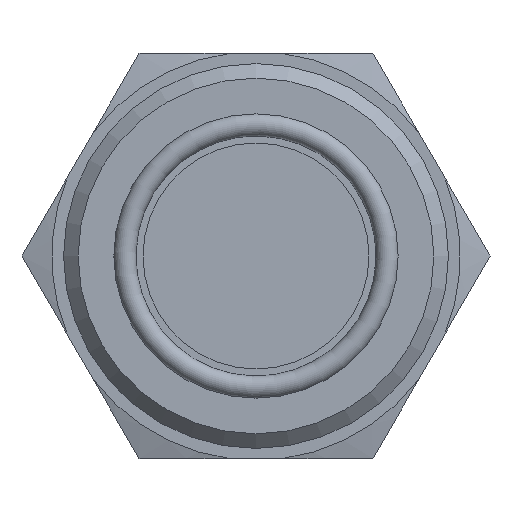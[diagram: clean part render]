
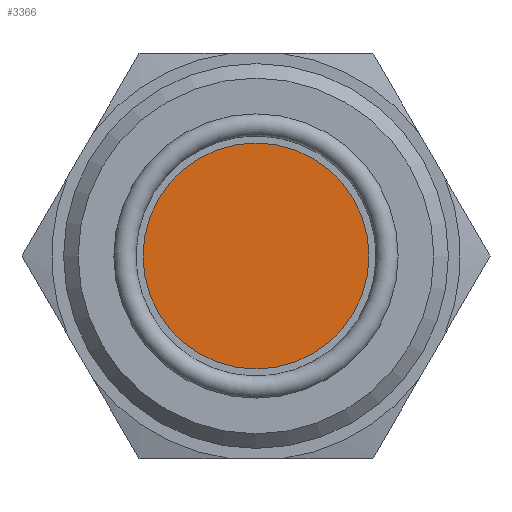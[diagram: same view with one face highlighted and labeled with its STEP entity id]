
A CAD part, left-side view. The second image highlights one B-rep face of the part: STEP entity #3366.
In plain terms, the highlighted planar face has unit normal (-1, 0, 0).
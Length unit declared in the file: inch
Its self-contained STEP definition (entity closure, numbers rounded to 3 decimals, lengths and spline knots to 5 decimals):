
#3186=CARTESIAN_POINT('',(-0.67,-0.3485,0.));
#3187=VERTEX_POINT('',#3186);
#3188=CARTESIAN_POINT('',(-0.67,0.0,0.0));
#3189=DIRECTION('',(-1.0,0.0,0.0));
#3190=DIRECTION('',(0.0,1.0,0.0));
#3191=AXIS2_PLACEMENT_3D('',#3188,#3189,#3190);
#3192=CIRCLE('',#3191,0.3485);
#3193=EDGE_CURVE('',#3187,#3187,#3192,.T.);
#3358=CARTESIAN_POINT('',(-0.67,0.,0.));
#3359=DIRECTION('',(1.0,0.0,0.0));
#3360=DIRECTION('',(0.0,0.0,-1.0));
#3361=AXIS2_PLACEMENT_3D('',#3358,#3359,#3360);
#3362=PLANE('',#3361);
#3363=ORIENTED_EDGE('',*,*,#3193,.T.);
#3364=EDGE_LOOP('',(#3363));
#3365=FACE_OUTER_BOUND('',#3364,.T.);
#3366=ADVANCED_FACE('',(#3365),#3362,.F.);
